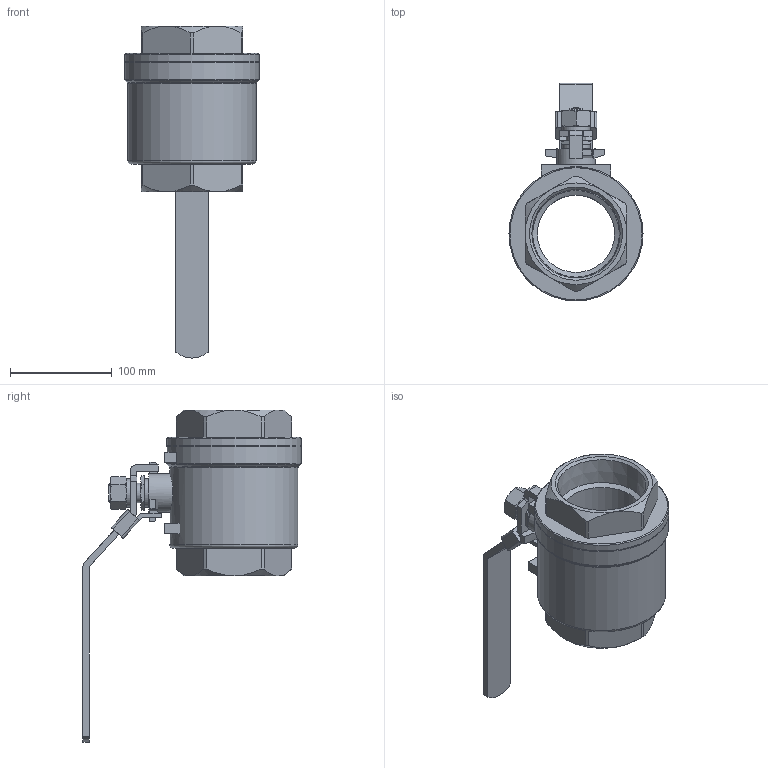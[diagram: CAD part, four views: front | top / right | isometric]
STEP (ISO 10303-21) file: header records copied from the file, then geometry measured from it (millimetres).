
FILE_DESCRIPTION(/* description */ ('STEP AP214'),/* implementation_level */ '2;1');
FILE_NAME(/* name */ '4745225_VZBE-3-T-63-D-2-M-V15V16',/* time_stamp */ '2024-09-18T02:22:43+02:00',/* author */ ('License CC BY-ND 4.0'),/* organization */ ('CADENAS'),/* preprocessor_version */ 'ST-DEVELOPER v19.3',/* originating_system */ 'PARTsolutions',/* authorisation */ ' ');
FILE_SCHEMA (('AUTOMOTIVE_DESIGN {1 0 10303 214 3 1 1}'));
Length unit declared in the file: millimetre
Products named in the file (1): 4745225 VZBE-3-T-63-D-2-M-V15V16
Bounding box: 132 x 214.5 x 326.6 mm (x, y, z)
Volume: 1158612 mm3; surface area: 155373.9 mm2
Topology: 1 solids, 1 shells, 215 faces, 545 edges, 344 vertices
Faces by surface type: plane 120, cone 53, cylinder 37, torus 5
Full cylindrical faces by diameter (mm): 6.35 x4, 10 x1, 19.05 x1, 28 x2, 38 x1, 76 x1, 126 x1, 132 x2
Entity records: 6399 total; most frequent: CARTESIAN_POINT 1492, ORIENTED_EDGE 998, DIRECTION 955, EDGE_CURVE 499, AXIS2_PLACEMENT_3D 345, VERTEX_POINT 336, FACE_BOUND 273, EDGE_LOOP 269
